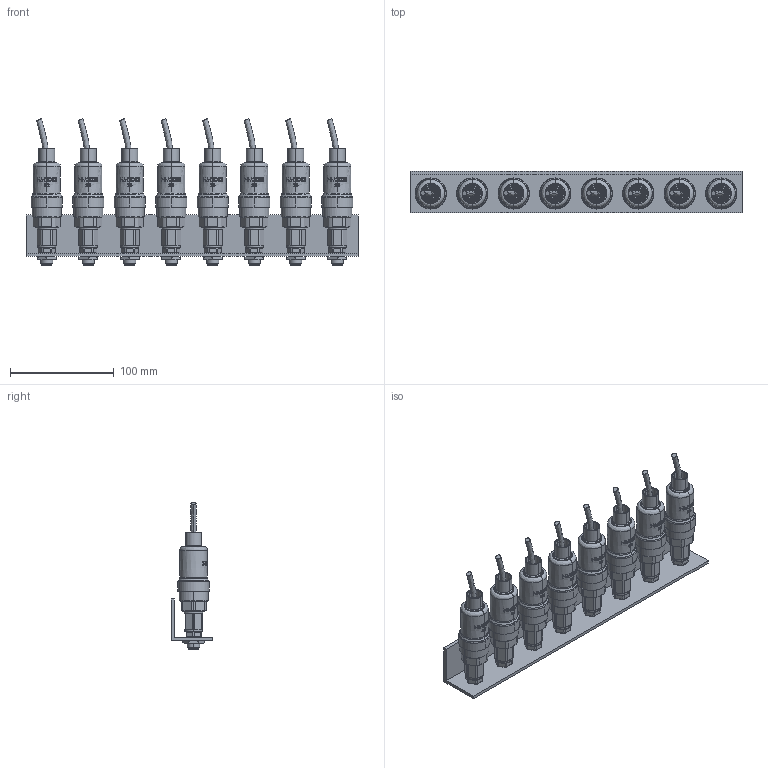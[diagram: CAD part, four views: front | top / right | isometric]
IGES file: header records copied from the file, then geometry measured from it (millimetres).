
Start section: SolidWorks IGES file using analytic representation for surfaces
Global section: file name: MSDSO-7M_Leiste mit Druckschaltern.IGS; native system: SolidWorks 2014; preprocessor: SolidWorks 2014; author: LarsenR; date: 150225.135801; units: millimetre
Bounding box: 320 x 40 x 141.33 mm (x, y, z)
Surface area: 136734.5 mm2 (no closed solid volume)
Topology: 0 solids, 0 shells, 1393 faces, 17974 edges, 17974 vertices
Faces by surface type: bspline 895, revolution 498
